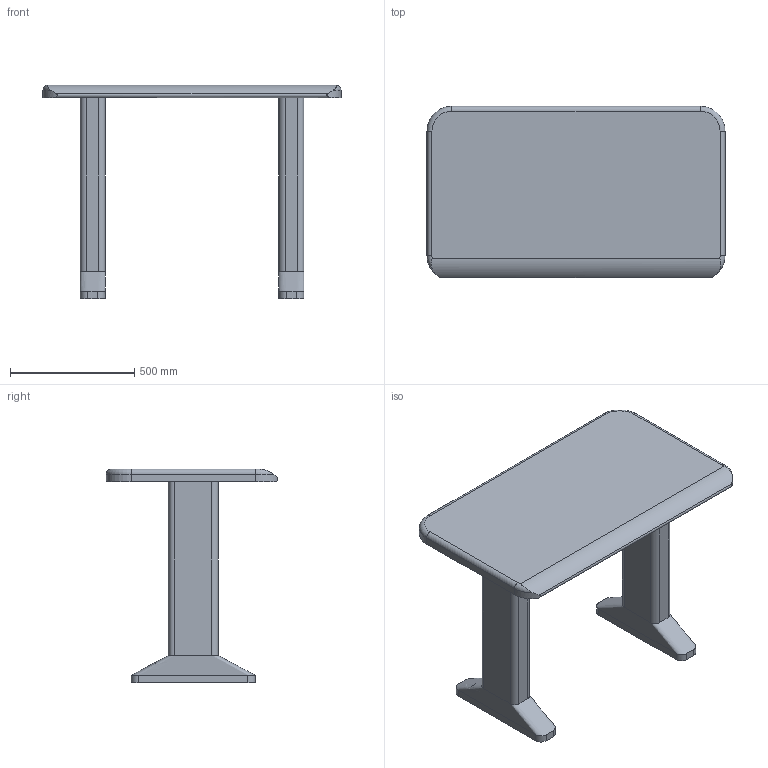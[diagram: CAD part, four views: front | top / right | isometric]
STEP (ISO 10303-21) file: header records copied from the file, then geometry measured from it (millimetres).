
FILE_DESCRIPTION(/* description */ (''),/* implementation_level */ '2;1');
FILE_NAME(/* name */ 'fixed prototype v1.step',/* time_stamp */ '2025-09-17T14:44:21-04:00',/* author */ (''),/* organization */ (''),/* preprocessor_version */ 'ST-DEVELOPER v20.1',/* originating_system */ 'Autodesk Translation Framework v14.17.0.0',/* authorisation */ '');
FILE_SCHEMA (('AUTOMOTIVE_DESIGN { 1 0 10303 214 3 1 1 }'));
Length unit declared in the file: centimetre
Products named in the file (1): fixed prototype
Bounding box: 1200 x 690.48 x 860 mm (x, y, z)
Volume: 75462008.6 mm3; surface area: 2845751 mm2
Topology: 1 solids, 1 shells, 54 faces, 140 edges, 90 vertices
Faces by surface type: cylinder 25, plane 23, torus 4, bspline 2
Entity records: 2307 total; most frequent: CARTESIAN_POINT 963, ORIENTED_EDGE 280, DIRECTION 266, EDGE_CURVE 140, AXIS2_PLACEMENT_3D 95, VERTEX_POINT 90, LINE 76, VECTOR 76
